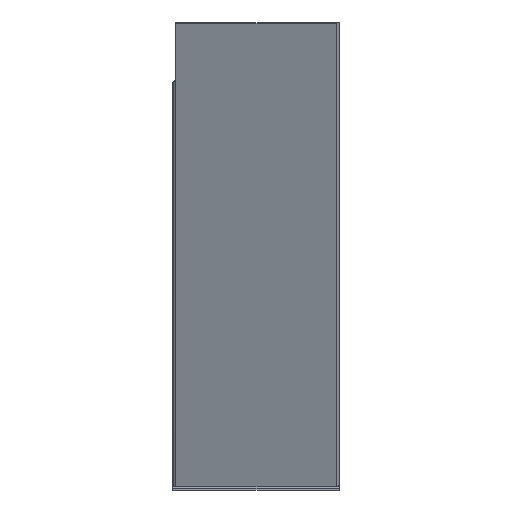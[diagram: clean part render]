
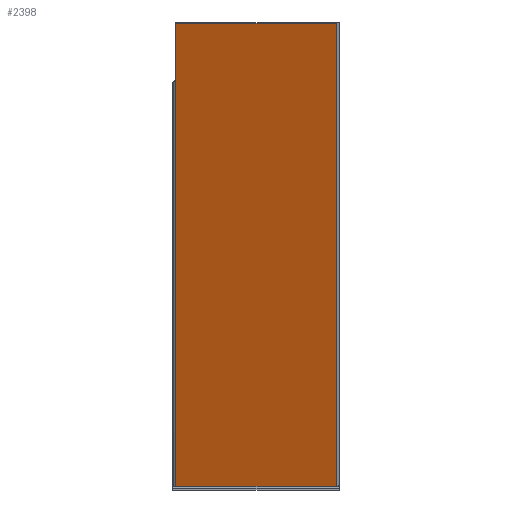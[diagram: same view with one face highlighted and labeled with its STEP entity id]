
A CAD part, front view. The second image highlights one B-rep face of the part: STEP entity #2398.
In plain terms, the highlighted planar face has unit normal (0, -0.94, -0.342).
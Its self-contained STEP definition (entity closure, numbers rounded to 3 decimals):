
#51 = VECTOR ( 'NONE', #271, 1000. ) ;
#56 = VERTEX_POINT ( 'NONE', #2179 ) ;
#88 = EDGE_LOOP ( 'NONE', ( #2166, #726, #2370, #2285, #2051 ) ) ;
#128 = LINE ( 'NONE', #942, #1368 ) ;
#213 = VERTEX_POINT ( 'NONE', #1171 ) ;
#271 = DIRECTION ( 'NONE',  ( 0., -0.342, 0.94 ) ) ;
#512 = CARTESIAN_POINT ( 'NONE',  ( 107., 52.023, 2.684 ) ) ;
#630 = CARTESIAN_POINT ( 'NONE',  ( 111., 53., 0. ) ) ;
#658 = EDGE_CURVE ( 'NONE', #213, #1537, #2459, .T. ) ;
#667 = EDGE_CURVE ( 'NONE', #671, #1037, #128, .T. ) ;
#671 = VERTEX_POINT ( 'NONE', #2708 ) ;
#683 = LINE ( 'NONE', #1854, #51 ) ;
#726 = ORIENTED_EDGE ( 'NONE', *, *, #1862, .T. ) ;
#739 = CARTESIAN_POINT ( 'NONE',  ( 111., -173.075, 621.137 ) ) ;
#768 = EDGE_CURVE ( 'NONE', #671, #56, #1740, .T. ) ;
#820 = DIRECTION ( 'NONE',  ( 0., 0.342, -0.94 ) ) ;
#942 = CARTESIAN_POINT ( 'NONE',  ( -107., -173.075, 621.137 ) ) ;
#1037 = VERTEX_POINT ( 'NONE', #2207 ) ;
#1126 = VECTOR ( 'NONE', #1203, 1000. ) ;
#1131 = CARTESIAN_POINT ( 'NONE',  ( -107., 53., 0. ) ) ;
#1171 = CARTESIAN_POINT ( 'NONE',  ( -107., 52.023, 2.684 ) ) ;
#1176 = DIRECTION ( 'NONE',  ( 0., 0.342, -0.94 ) ) ;
#1203 = DIRECTION ( 'NONE',  ( 1., 0., 0. ) ) ;
#1368 = VECTOR ( 'NONE', #1176, 1000. ) ;
#1537 = VERTEX_POINT ( 'NONE', #512 ) ;
#1554 = AXIS2_PLACEMENT_3D ( 'NONE', #630, #2409, #820 ) ;
#1633 = CARTESIAN_POINT ( 'NONE',  ( 111., 52.023, 2.684 ) ) ;
#1740 = LINE ( 'NONE', #739, #1126 ) ;
#1840 = LINE ( 'NONE', #1131, #2884 ) ;
#1854 = CARTESIAN_POINT ( 'NONE',  ( 107., 53., 0. ) ) ;
#1862 = EDGE_CURVE ( 'NONE', #1537, #56, #683, .T. ) ;
#1888 = FACE_OUTER_BOUND ( 'NONE', #88, .T. ) ;
#1901 = VECTOR ( 'NONE', #2493, 1000. ) ;
#1919 = EDGE_CURVE ( 'NONE', #1037, #213, #1840, .T. ) ;
#1955 = DIRECTION ( 'NONE',  ( 0., 0.342, -0.94 ) ) ;
#2051 = ORIENTED_EDGE ( 'NONE', *, *, #1919, .T. ) ;
#2166 = ORIENTED_EDGE ( 'NONE', *, *, #658, .T. ) ;
#2179 = CARTESIAN_POINT ( 'NONE',  ( 107., -173.075, 621.137 ) ) ;
#2199 = PLANE ( 'NONE',  #1554 ) ;
#2207 = CARTESIAN_POINT ( 'NONE',  ( -107., -144.824, 543.516 ) ) ;
#2285 = ORIENTED_EDGE ( 'NONE', *, *, #667, .T. ) ;
#2370 = ORIENTED_EDGE ( 'NONE', *, *, #768, .F. ) ;
#2398 = ADVANCED_FACE ( 'NONE', ( #1888 ), #2199, .T. ) ;
#2409 = DIRECTION ( 'NONE',  ( 0., -0.94, -0.342 ) ) ;
#2459 = LINE ( 'NONE', #1633, #1901 ) ;
#2493 = DIRECTION ( 'NONE',  ( 1., 0., 0. ) ) ;
#2708 = CARTESIAN_POINT ( 'NONE',  ( -107., -173.075, 621.137 ) ) ;
#2884 = VECTOR ( 'NONE', #1955, 1000. ) ;
